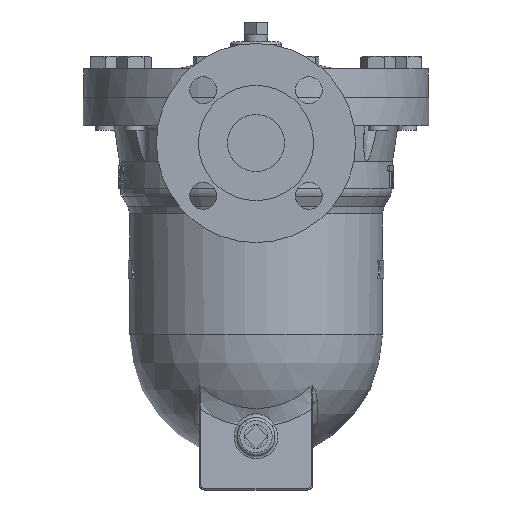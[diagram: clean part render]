
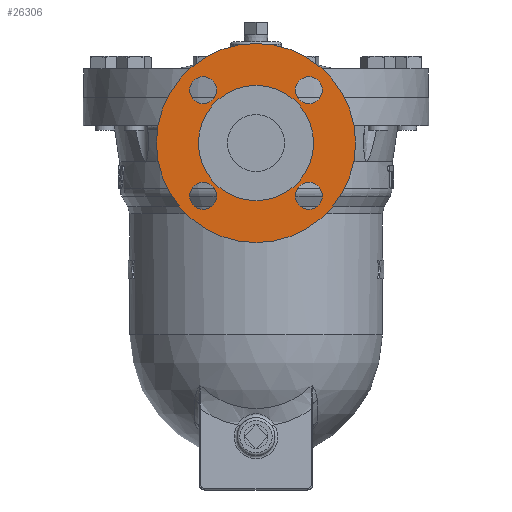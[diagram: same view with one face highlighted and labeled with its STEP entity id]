
A CAD part, left-side view. The second image highlights one B-rep face of the part: STEP entity #26306.
In plain terms, the highlighted planar face has unit normal (-1, 0, 0).
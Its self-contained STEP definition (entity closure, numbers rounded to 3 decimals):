
#25858=CARTESIAN_POINT('',(-175.,0.0,38.));
#25859=VERTEX_POINT('',#25858);
#25860=CARTESIAN_POINT('',(-175.0,0.0,-32.));
#25861=DIRECTION('',(-1.0,0.0,0.0));
#25862=DIRECTION('',(0.0,0.0,1.0));
#25863=AXIS2_PLACEMENT_3D('',#25860,#25861,#25862);
#25864=CIRCLE('',#25863,70.);
#25865=EDGE_CURVE('',#25859,#25859,#25864,.T.);
#25936=CARTESIAN_POINT('',(-175.,-46.623,5.123));
#25937=VERTEX_POINT('',#25936);
#25938=CARTESIAN_POINT('',(-175.0,-37.123,5.123));
#25939=DIRECTION('',(1.0,0.0,0.0));
#25940=DIRECTION('',(0.0,-1.0,0.0));
#25941=AXIS2_PLACEMENT_3D('',#25938,#25939,#25940);
#25942=CIRCLE('',#25941,9.5);
#25943=EDGE_CURVE('',#25937,#25937,#25942,.T.);
#25977=CARTESIAN_POINT('',(-175.,-37.123,-78.623));
#25978=VERTEX_POINT('',#25977);
#25979=CARTESIAN_POINT('',(-175.0,-37.123,-69.123));
#25980=DIRECTION('',(1.0,0.0,0.0));
#25981=DIRECTION('',(0.0,0.0,-1.0));
#25982=AXIS2_PLACEMENT_3D('',#25979,#25980,#25981);
#25983=CIRCLE('',#25982,9.5);
#25984=EDGE_CURVE('',#25978,#25978,#25983,.T.);
#26018=CARTESIAN_POINT('',(-175.,46.623,-69.123));
#26019=VERTEX_POINT('',#26018);
#26020=CARTESIAN_POINT('',(-175.0,37.123,-69.123));
#26021=DIRECTION('',(1.0,0.0,0.0));
#26022=DIRECTION('',(0.0,1.0,0.0));
#26023=AXIS2_PLACEMENT_3D('',#26020,#26021,#26022);
#26024=CIRCLE('',#26023,9.5);
#26025=EDGE_CURVE('',#26019,#26019,#26024,.T.);
#26059=CARTESIAN_POINT('',(-175.,37.123,14.623));
#26060=VERTEX_POINT('',#26059);
#26061=CARTESIAN_POINT('',(-175.0,37.123,5.123));
#26062=DIRECTION('',(1.0,0.0,0.0));
#26063=DIRECTION('',(0.0,0.0,1.0));
#26064=AXIS2_PLACEMENT_3D('',#26061,#26062,#26063);
#26065=CIRCLE('',#26064,9.5);
#26066=EDGE_CURVE('',#26060,#26060,#26065,.T.);
#26275=CARTESIAN_POINT('',(-175.,0.0,23.25));
#26276=DIRECTION('',(-1.0,0.0,0.0));
#26277=DIRECTION('',(0.0,0.0,1.0));
#26278=AXIS2_PLACEMENT_3D('',#26275,#26276,#26277);
#26279=PLANE('',#26278);
#26280=ORIENTED_EDGE('',*,*,#25865,.T.);
#26281=EDGE_LOOP('',(#26280));
#26282=FACE_OUTER_BOUND('',#26281,.T.);
#26283=ORIENTED_EDGE('',*,*,#25943,.T.);
#26284=EDGE_LOOP('',(#26283));
#26285=FACE_BOUND('',#26284,.T.);
#26286=ORIENTED_EDGE('',*,*,#25984,.T.);
#26287=EDGE_LOOP('',(#26286));
#26288=FACE_BOUND('',#26287,.T.);
#26289=ORIENTED_EDGE('',*,*,#26025,.T.);
#26290=EDGE_LOOP('',(#26289));
#26291=FACE_BOUND('',#26290,.T.);
#26292=ORIENTED_EDGE('',*,*,#26066,.T.);
#26293=EDGE_LOOP('',(#26292));
#26294=FACE_BOUND('',#26293,.T.);
#26295=CARTESIAN_POINT('',(-175.,0.0,8.5));
#26296=VERTEX_POINT('',#26295);
#26297=CARTESIAN_POINT('',(-175.0,0.0,-32.));
#26298=DIRECTION('',(-1.0,0.0,0.0));
#26299=DIRECTION('',(0.0,0.0,1.0));
#26300=AXIS2_PLACEMENT_3D('',#26297,#26298,#26299);
#26301=CIRCLE('',#26300,40.5);
#26302=EDGE_CURVE('',#26296,#26296,#26301,.T.);
#26303=ORIENTED_EDGE('',*,*,#26302,.F.);
#26304=EDGE_LOOP('',(#26303));
#26305=FACE_BOUND('',#26304,.T.);
#26306=ADVANCED_FACE('',(#26282,#26285,#26288,#26291,#26294,#26305),#26279,.T.);
